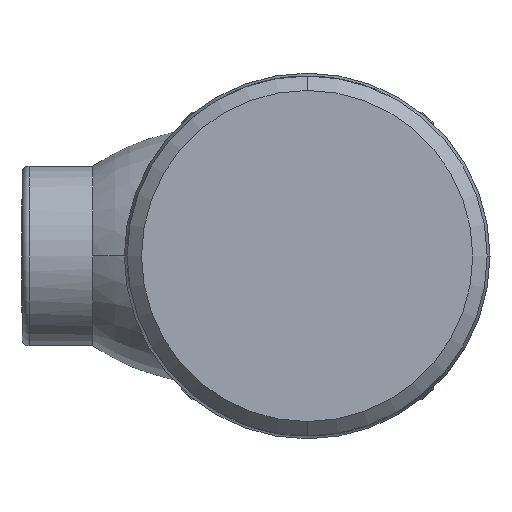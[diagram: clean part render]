
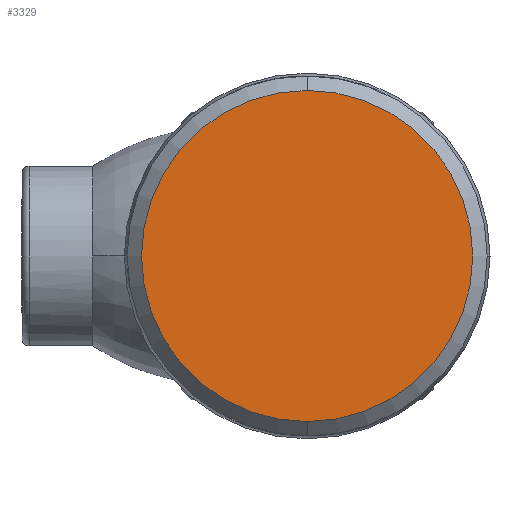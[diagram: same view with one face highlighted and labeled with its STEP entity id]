
A CAD part, left-side view. The second image highlights one B-rep face of the part: STEP entity #3329.
In plain terms, the highlighted planar face has unit normal (-1, 0, 0).
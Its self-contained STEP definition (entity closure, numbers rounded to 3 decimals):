
#110 = CARTESIAN_POINT ( 'NONE',  ( 0., 0., 0. ) ) ;
#402 = EDGE_CURVE ( 'NONE', #2661, #3549, #2599, .T. ) ;
#573 = CARTESIAN_POINT ( 'NONE',  ( 0., 0., 0. ) ) ;
#645 = DIRECTION ( 'NONE',  ( -1., 0., 0. ) ) ;
#660 = ORIENTED_EDGE ( 'NONE', *, *, #2895, .T. ) ;
#844 = DIRECTION ( 'NONE',  ( 0., 0., 1. ) ) ;
#917 = CARTESIAN_POINT ( 'NONE',  ( 0., 0., 0. ) ) ;
#938 = DIRECTION ( 'NONE',  ( 0., 0., 1. ) ) ;
#968 = CARTESIAN_POINT ( 'NONE',  ( 0., 0., -23. ) ) ;
#1206 = CIRCLE ( 'NONE', #3278, 23. ) ;
#1417 = AXIS2_PLACEMENT_3D ( 'NONE', #917, #645, #2752 ) ;
#1727 = CARTESIAN_POINT ( 'NONE',  ( 0., 0., 23. ) ) ;
#2056 = PLANE ( 'NONE',  #2795 ) ;
#2520 = DIRECTION ( 'NONE',  ( -1., 0., 0. ) ) ;
#2599 = CIRCLE ( 'NONE', #1417, 23. ) ;
#2618 = DIRECTION ( 'NONE',  ( 1., 0., 0. ) ) ;
#2628 = ORIENTED_EDGE ( 'NONE', *, *, #402, .T. ) ;
#2661 = VERTEX_POINT ( 'NONE', #1727 ) ;
#2752 = DIRECTION ( 'NONE',  ( 0., 0., 1. ) ) ;
#2795 = AXIS2_PLACEMENT_3D ( 'NONE', #110, #2618, #938 ) ;
#2895 = EDGE_CURVE ( 'NONE', #3549, #2661, #1206, .T. ) ;
#3114 = FACE_OUTER_BOUND ( 'NONE', #3263, .T. ) ;
#3263 = EDGE_LOOP ( 'NONE', ( #2628, #660 ) ) ;
#3278 = AXIS2_PLACEMENT_3D ( 'NONE', #573, #2520, #844 ) ;
#3329 = ADVANCED_FACE ( 'NONE', ( #3114 ), #2056, .F. ) ;
#3549 = VERTEX_POINT ( 'NONE', #968 ) ;
